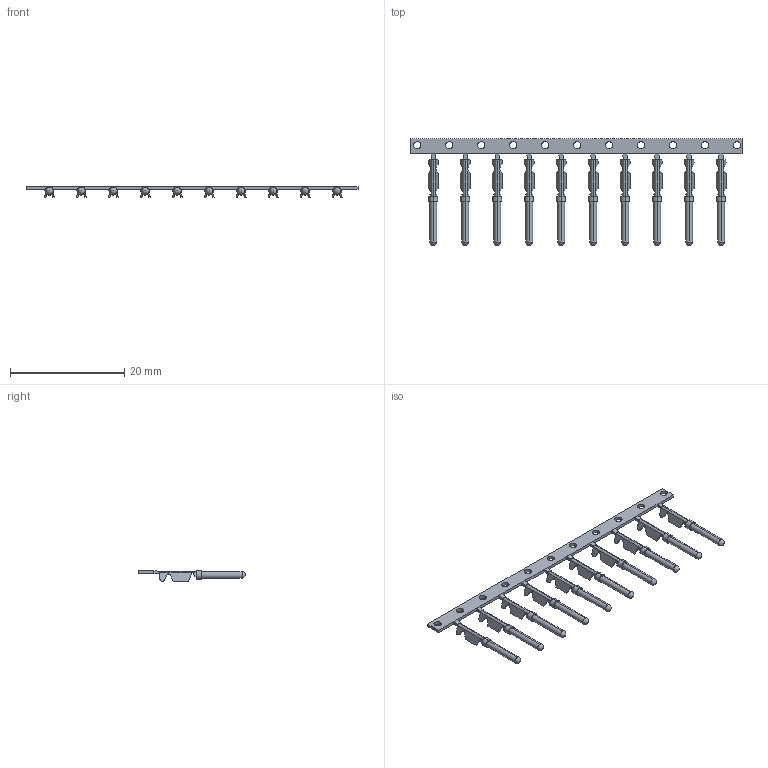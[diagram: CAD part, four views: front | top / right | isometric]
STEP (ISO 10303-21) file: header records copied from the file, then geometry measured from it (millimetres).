
FILE_DESCRIPTION (( 'STEP AP214' ), '1' );
FILE_NAME ('FM1022_3D.step', '2023-10-04T16:34:15', ( '' ), ( '' ), 'SwSTEP 2.0', 'SolidWorks 2022', '' );
FILE_SCHEMA (( 'AUTOMOTIVE_DESIGN' ));
Length unit declared in the file: inch
Products named in the file (1): FM1022_3D
Bounding box: 58.01 x 18.67 x 1.86 mm (x, y, z)
Volume: 222.1 mm3; surface area: 1175.8 mm2
Topology: 9 solids, 9 shells, 518 faces, 1402 edges, 912 vertices
Faces by surface type: plane 326, cylinder 182, sphere 10
Entity records: 22902 total; most frequent: CARTESIAN_POINT 3623, ORIENTED_EDGE 2744, DIRECTION 2394, EDGE_CURVE 1372, VECTOR 908, LINE 908, VERTEX_POINT 892, AXIS2_PLACEMENT_3D 743
